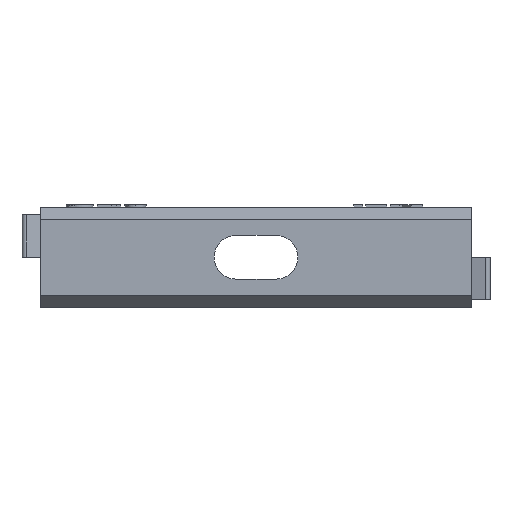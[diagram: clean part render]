
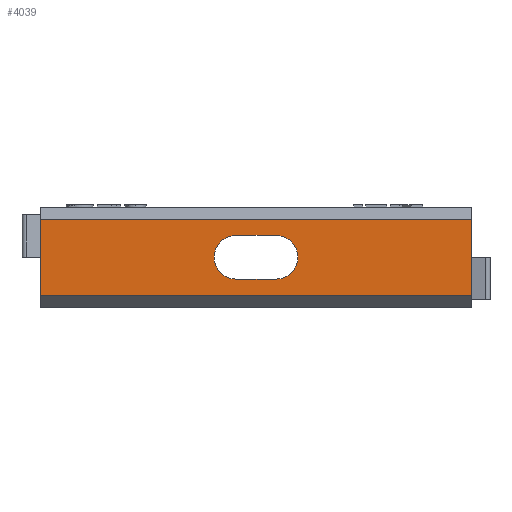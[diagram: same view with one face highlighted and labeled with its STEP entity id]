
A CAD part, front view. The second image highlights one B-rep face of the part: STEP entity #4039.
In plain terms, the highlighted planar face has unit normal (0, -1, 0).
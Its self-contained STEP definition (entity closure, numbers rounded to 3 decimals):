
#3 = AXIS2_PLACEMENT_3D ( 'NONE', #3631, #3579, #3563 ) ;
#37 = AXIS2_PLACEMENT_3D ( 'NONE', #4429, #4464, #4052 ) ;
#65 = AXIS2_PLACEMENT_3D ( 'NONE', #166, #5311, #5291 ) ;
#72 = ORIENTED_EDGE ( 'NONE', *, *, #4042, .F. ) ;
#166 = CARTESIAN_POINT ( 'NONE',  ( -2.4, 0., 0. ) ) ;
#320 = CARTESIAN_POINT ( 'NONE',  ( 2.4, 0., 2.6 ) ) ;
#331 = ORIENTED_EDGE ( 'NONE', *, *, #3856, .T. ) ;
#588 = ORIENTED_EDGE ( 'NONE', *, *, #3981, .T. ) ;
#733 = CARTESIAN_POINT ( 'NONE',  ( 2.4, 0., -2.6 ) ) ;
#843 = EDGE_LOOP ( 'NONE', ( #331, #2261, #588, #2446 ) ) ;
#999 = CARTESIAN_POINT ( 'NONE',  ( -2.4, 0., -2.6 ) ) ;
#1012 = EDGE_LOOP ( 'NONE', ( #2580, #1536, #5251, #72 ) ) ;
#1093 = CARTESIAN_POINT ( 'NONE',  ( 25.75, 0., 4.557 ) ) ;
#1235 = CARTESIAN_POINT ( 'NONE',  ( -2.4, 0., -2.6 ) ) ;
#1536 = ORIENTED_EDGE ( 'NONE', *, *, #4024, .T. ) ;
#1596 = VERTEX_POINT ( 'NONE', #3738 ) ;
#1950 = CARTESIAN_POINT ( 'NONE',  ( -2.4, 0., 2.6 ) ) ;
#2144 = DIRECTION ( 'NONE',  ( 0., 0., -1. ) ) ;
#2183 = CARTESIAN_POINT ( 'NONE',  ( 25.75, 0., 6. ) ) ;
#2261 = ORIENTED_EDGE ( 'NONE', *, *, #3930, .T. ) ;
#2396 = CARTESIAN_POINT ( 'NONE',  ( -2.4, 0., 2.6 ) ) ;
#2446 = ORIENTED_EDGE ( 'NONE', *, *, #4002, .T. ) ;
#2574 = VERTEX_POINT ( 'NONE', #3391 ) ;
#2580 = ORIENTED_EDGE ( 'NONE', *, *, #3245, .T. ) ;
#2614 = CARTESIAN_POINT ( 'NONE',  ( 25.75, 0., -4.557 ) ) ;
#3232 = CARTESIAN_POINT ( 'NONE',  ( -27.95, 0., 4.557 ) ) ;
#3245 = EDGE_CURVE ( 'NONE', #1596, #2574, #4817, .T. ) ;
#3361 = LINE ( 'NONE', #3232, #3410 ) ;
#3364 = FACE_BOUND ( 'NONE', #843, .T. ) ;
#3391 = CARTESIAN_POINT ( 'NONE',  ( -25.75, 0., -4.557 ) ) ;
#3400 = VECTOR ( 'NONE', #3984, 1000. ) ;
#3410 = VECTOR ( 'NONE', #3654, 1000. ) ;
#3417 = FACE_OUTER_BOUND ( 'NONE', #1012, .T. ) ;
#3481 = LINE ( 'NONE', #4838, #3400 ) ;
#3492 = LINE ( 'NONE', #999, #3556 ) ;
#3521 = EDGE_CURVE ( 'NONE', #5223, #4503, #4352, .T. ) ;
#3543 = VECTOR ( 'NONE', #5388, 1000. ) ;
#3549 = LINE ( 'NONE', #1950, #3543 ) ;
#3556 = VECTOR ( 'NONE', #4498, 1000. ) ;
#3563 = DIRECTION ( 'NONE',  ( -1., 0., 0. ) ) ;
#3579 = DIRECTION ( 'NONE',  ( 0., 1., 0. ) ) ;
#3631 = CARTESIAN_POINT ( 'NONE',  ( -25.75, 0., 6. ) ) ;
#3654 = DIRECTION ( 'NONE',  ( 1., 0., 0. ) ) ;
#3738 = CARTESIAN_POINT ( 'NONE',  ( -25.75, 0., 4.557 ) ) ;
#3751 = VERTEX_POINT ( 'NONE', #1235 ) ;
#3805 = CIRCLE ( 'NONE', #37, 2.6 ) ;
#3814 = CIRCLE ( 'NONE', #65, 2.6 ) ;
#3856 = EDGE_CURVE ( 'NONE', #3751, #3926, #3814, .T. ) ;
#3926 = VERTEX_POINT ( 'NONE', #2396 ) ;
#3930 = EDGE_CURVE ( 'NONE', #3926, #5368, #3549, .T. ) ;
#3981 = EDGE_CURVE ( 'NONE', #5368, #5289, #3805, .T. ) ;
#3984 = DIRECTION ( 'NONE',  ( 1., 0., 0. ) ) ;
#4002 = EDGE_CURVE ( 'NONE', #5289, #3751, #3492, .T. ) ;
#4024 = EDGE_CURVE ( 'NONE', #2574, #4503, #3481, .T. ) ;
#4039 = ADVANCED_FACE ( 'NONE', ( #3417, #3364 ), #4452, .F. ) ;
#4042 = EDGE_CURVE ( 'NONE', #1596, #5223, #3361, .T. ) ;
#4052 = DIRECTION ( 'NONE',  ( 0., 0., 1. ) ) ;
#4277 = VECTOR ( 'NONE', #2144, 1000. ) ;
#4352 = LINE ( 'NONE', #2183, #4277 ) ;
#4429 = CARTESIAN_POINT ( 'NONE',  ( 2.4, 0., 0. ) ) ;
#4452 = PLANE ( 'NONE',  #3 ) ;
#4464 = DIRECTION ( 'NONE',  ( 0., 1., 0. ) ) ;
#4498 = DIRECTION ( 'NONE',  ( -1., 0., 0. ) ) ;
#4503 = VERTEX_POINT ( 'NONE', #2614 ) ;
#4810 = VECTOR ( 'NONE', #4991, 1000. ) ;
#4817 = LINE ( 'NONE', #5382, #4810 ) ;
#4838 = CARTESIAN_POINT ( 'NONE',  ( -27.95, 0., -4.557 ) ) ;
#4991 = DIRECTION ( 'NONE',  ( 0., 0., -1. ) ) ;
#5223 = VERTEX_POINT ( 'NONE', #1093 ) ;
#5251 = ORIENTED_EDGE ( 'NONE', *, *, #3521, .F. ) ;
#5289 = VERTEX_POINT ( 'NONE', #733 ) ;
#5291 = DIRECTION ( 'NONE',  ( 0., 0., 1. ) ) ;
#5311 = DIRECTION ( 'NONE',  ( 0., 1., 0. ) ) ;
#5368 = VERTEX_POINT ( 'NONE', #320 ) ;
#5382 = CARTESIAN_POINT ( 'NONE',  ( -25.75, 0., 6. ) ) ;
#5388 = DIRECTION ( 'NONE',  ( 1., 0., 0. ) ) ;
